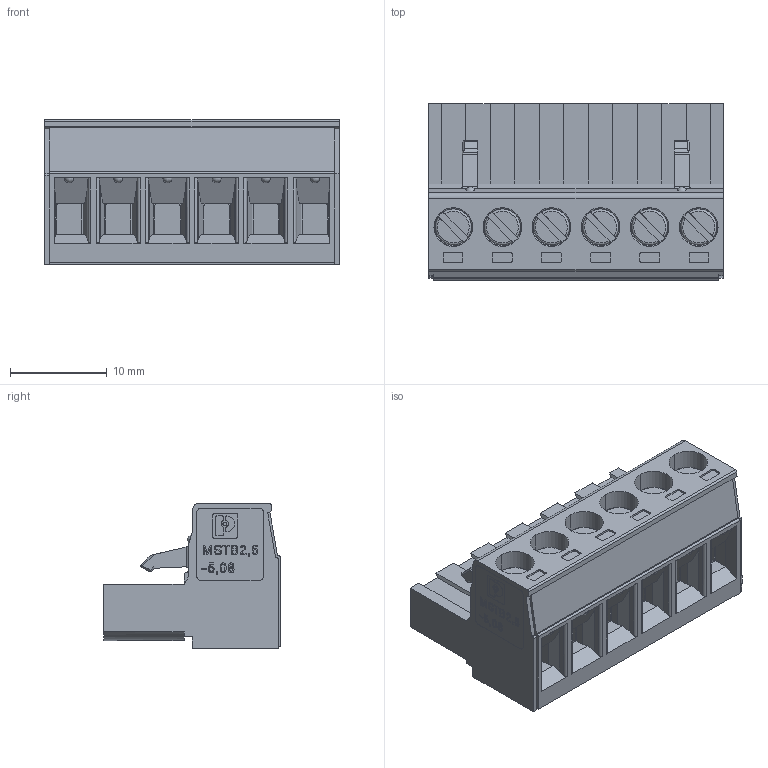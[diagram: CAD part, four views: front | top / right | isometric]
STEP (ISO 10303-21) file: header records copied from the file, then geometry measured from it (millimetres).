
FILE_DESCRIPTION(('Creo Elements/Direct Modeling STEP Export'),'2;1');
FILE_NAME('model.stp','2019-07-30T12:13:52',(''),(''),'Creo Elements/Direct Modeling STEP processor for AP214 (Solid Model)','Creo Elements/Direct Modeling 20.1A 29-Sep-2018 (C) Parametric Technology GmbH','');
FILE_SCHEMA(('AUTOMOTIVE_DESIGN { 1 0 10303 214 1 1 1 1 }'));
Length unit declared in the file: millimetre
Products named in the file (2): MSTB-2.5-ST-5.08
Assembly tree (1 placements, depth 2):
  MSTB-2.5-ST-5.08
    MSTB-2.5-ST-5.08
Bounding box: 30.54 x 18.3 x 15 mm (x, y, z)
Volume: 4621.3 mm3; surface area: 3833.3 mm2
Topology: 1 solids, 1 shells, 1056 faces, 2887 edges, 1889 vertices
Faces by surface type: plane 847, cylinder 153, cone 36, torus 12, sphere 8
Entity records: 42084 total; most frequent: CARTESIAN_POINT 7158, ORIENTED_EDGE 5774, DIRECTION 5071, EDGE_CURVE 2887, VECTOR 2383, LINE 2383, VERTEX_POINT 1889, AXIS2_PLACEMENT_3D 1344
